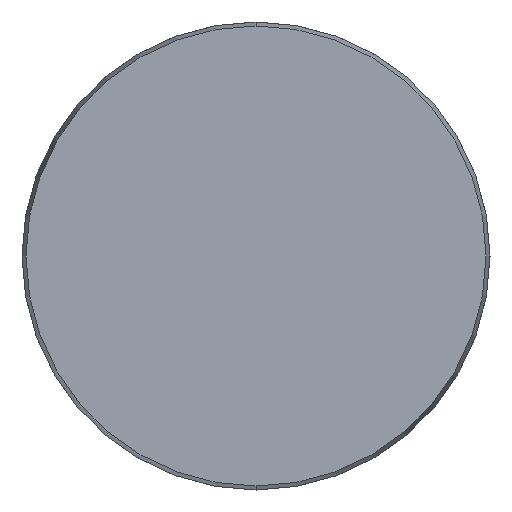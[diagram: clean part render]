
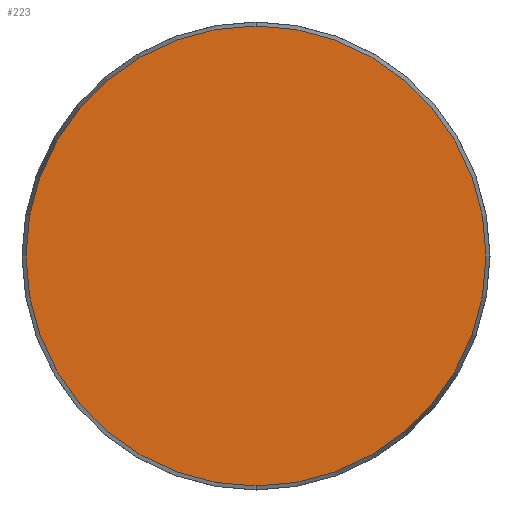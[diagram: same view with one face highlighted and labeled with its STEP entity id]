
A CAD part, front view. The second image highlights one B-rep face of the part: STEP entity #223.
In plain terms, the highlighted planar face has unit normal (0, -1, 0).
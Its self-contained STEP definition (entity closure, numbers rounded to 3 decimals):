
#31 = DIRECTION ( 'NONE',  ( 0., 1., 0. ) ) ;
#49 = VERTEX_POINT ( 'NONE', #839 ) ;
#105 = EDGE_LOOP ( 'NONE', ( #827, #432 ) ) ;
#223 = ADVANCED_FACE ( 'NONE', ( #1059 ), #753, .F. ) ;
#261 = DIRECTION ( 'NONE',  ( 0., -1., 0. ) ) ;
#282 = EDGE_CURVE ( 'NONE', #1083, #49, #415, .T. ) ;
#306 = AXIS2_PLACEMENT_3D ( 'NONE', #1190, #261, #983 ) ;
#339 = DIRECTION ( 'NONE',  ( 0., -1., 0. ) ) ;
#347 = EDGE_CURVE ( 'NONE', #49, #1083, #594, .T. ) ;
#377 = AXIS2_PLACEMENT_3D ( 'NONE', #532, #339, #1165 ) ;
#415 = CIRCLE ( 'NONE', #377, 49.143 ) ;
#432 = ORIENTED_EDGE ( 'NONE', *, *, #347, .T. ) ;
#452 = CARTESIAN_POINT ( 'NONE',  ( -49.143, 0., 0. ) ) ;
#472 = CARTESIAN_POINT ( 'NONE',  ( 0., 0., 49.143 ) ) ;
#532 = CARTESIAN_POINT ( 'NONE',  ( 0., 0., 0. ) ) ;
#594 = CIRCLE ( 'NONE', #306, 49.143 ) ;
#753 = PLANE ( 'NONE',  #902 ) ;
#827 = ORIENTED_EDGE ( 'NONE', *, *, #282, .T. ) ;
#839 = CARTESIAN_POINT ( 'NONE',  ( 0., 0., -49.143 ) ) ;
#865 = DIRECTION ( 'NONE',  ( 0., 0., 1. ) ) ;
#902 = AXIS2_PLACEMENT_3D ( 'NONE', #452, #31, #865 ) ;
#983 = DIRECTION ( 'NONE',  ( 0., 0., -1. ) ) ;
#1059 = FACE_OUTER_BOUND ( 'NONE', #105, .T. ) ;
#1083 = VERTEX_POINT ( 'NONE', #472 ) ;
#1165 = DIRECTION ( 'NONE',  ( 0., 0., -1. ) ) ;
#1190 = CARTESIAN_POINT ( 'NONE',  ( 0., 0., 0. ) ) ;
